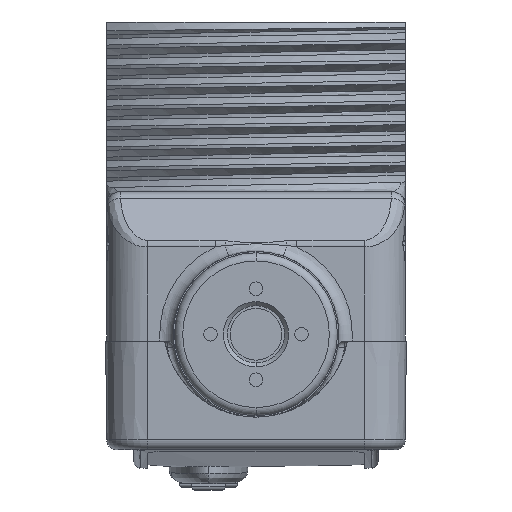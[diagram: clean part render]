
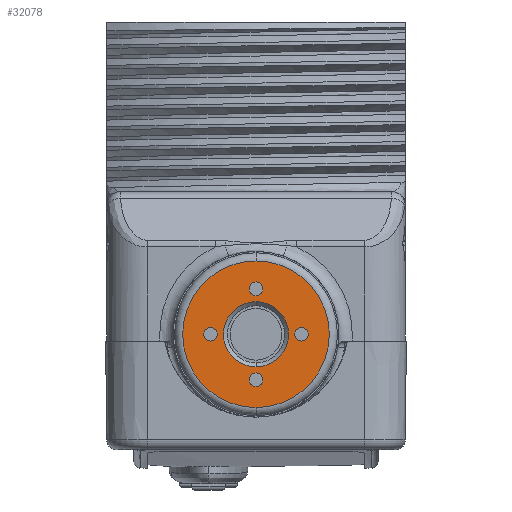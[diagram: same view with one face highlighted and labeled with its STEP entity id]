
A CAD part, front view. The second image highlights one B-rep face of the part: STEP entity #32078.
In plain terms, the highlighted planar face has unit normal (0, -1, 0).
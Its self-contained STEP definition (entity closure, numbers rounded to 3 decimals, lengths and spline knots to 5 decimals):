
#6421=CARTESIAN_POINT('',(0.,-1.06299,-0.0748));
#6422=DIRECTION('',(0.,1.,0.));
#6423=DIRECTION('',(0.,0.,1.));
#6424=AXIS2_PLACEMENT_3D('',#6421,#6422,#6423);
#6435=CARTESIAN_POINT('',(0.,-1.06299,-0.0748));
#6436=DIRECTION('',(0.,-1.,0.));
#6437=DIRECTION('',(0.,0.,1.));
#6438=AXIS2_PLACEMENT_3D('',#6435,#6436,#6437);
#6440=CARTESIAN_POINT('',(0.,-1.06299,-0.20669));
#6441=DIRECTION('',(0.,-1.,0.));
#6442=DIRECTION('',(-1.,0.,0.));
#6443=AXIS2_PLACEMENT_3D('',#6440,#6441,#6442);
#6445=CARTESIAN_POINT('',(0.,-1.06299,-0.20669));
#6446=DIRECTION('',(0.,-1.,0.));
#6447=DIRECTION('',(1.,0.,0.));
#6448=AXIS2_PLACEMENT_3D('',#6445,#6446,#6447);
#6450=CARTESIAN_POINT('',(0.,-1.06299,0.05709));
#6451=DIRECTION('',(0.,-1.,0.));
#6452=DIRECTION('',(-1.,0.,0.));
#6453=AXIS2_PLACEMENT_3D('',#6450,#6451,#6452);
#6455=CARTESIAN_POINT('',(0.,-1.06299,0.05709));
#6456=DIRECTION('',(0.,-1.,0.));
#6457=DIRECTION('',(1.,0.,0.));
#6458=AXIS2_PLACEMENT_3D('',#6455,#6456,#6457);
#6460=CARTESIAN_POINT('',(-0.13189,-1.06299,
-0.0748));
#6461=DIRECTION('',(0.,-1.,0.));
#6462=DIRECTION('',(-1.,0.,0.));
#6463=AXIS2_PLACEMENT_3D('',#6460,#6461,#6462);
#6465=CARTESIAN_POINT('',(-0.13189,-1.06299,
-0.0748));
#6466=DIRECTION('',(0.,-1.,0.));
#6467=DIRECTION('',(1.,0.,0.));
#6468=AXIS2_PLACEMENT_3D('',#6465,#6466,#6467);
#6470=CARTESIAN_POINT('',(0.13189,-1.06299,
-0.0748));
#6471=DIRECTION('',(0.,-1.,0.));
#6472=DIRECTION('',(-1.,0.,0.));
#6473=AXIS2_PLACEMENT_3D('',#6470,#6471,#6472);
#6475=CARTESIAN_POINT('',(0.13189,-1.06299,
-0.0748));
#6476=DIRECTION('',(0.,-1.,0.));
#6477=DIRECTION('',(1.,0.,0.));
#6478=AXIS2_PLACEMENT_3D('',#6475,#6476,#6477);
#6480=CARTESIAN_POINT('',(0.,-1.06299,-0.0748));
#6481=DIRECTION('',(0.,-1.,0.));
#6482=DIRECTION('',(0.,0.,-1.));
#6483=AXIS2_PLACEMENT_3D('',#6480,#6481,#6482);
#6495=CARTESIAN_POINT('',(0.,-1.06299,-0.0748));
#6496=DIRECTION('',(0.,-1.,0.));
#6497=DIRECTION('',(0.,0.,1.));
#6498=AXIS2_PLACEMENT_3D('',#6495,#6496,#6497);
#24418=CARTESIAN_POINT('',(-0.01969,-1.06299,
-0.20669));
#24419=CARTESIAN_POINT('',(0.01969,-1.06299,
-0.20669));
#24420=VERTEX_POINT('',#24418);
#24421=VERTEX_POINT('',#24419);
#24422=CARTESIAN_POINT('',(-0.01969,-1.06299,
0.05709));
#24423=CARTESIAN_POINT('',(0.01969,-1.06299,
0.05709));
#24424=VERTEX_POINT('',#24422);
#24425=VERTEX_POINT('',#24423);
#24447=CARTESIAN_POINT('',(-0.15157,-1.06299,
-0.0748));
#24448=CARTESIAN_POINT('',(-0.1122,-1.06299,
-0.0748));
#24449=VERTEX_POINT('',#24447);
#24450=VERTEX_POINT('',#24448);
#24451=CARTESIAN_POINT('',(0.1122,-1.06299,
-0.0748));
#24452=CARTESIAN_POINT('',(0.15157,-1.06299,
-0.0748));
#24453=VERTEX_POINT('',#24451);
#24454=VERTEX_POINT('',#24452);
#24462=CARTESIAN_POINT('',(0.,-1.06299,-0.2874));
#24463=CARTESIAN_POINT('',(0.,-1.06299,0.1378));
#24464=VERTEX_POINT('',#24462);
#24465=VERTEX_POINT('',#24463);
#24474=CARTESIAN_POINT('',(0.,-1.06299,0.01969));
#24475=CARTESIAN_POINT('',(0.,-1.06299,-0.16929));
#24476=VERTEX_POINT('',#24474);
#24477=VERTEX_POINT('',#24475);
#32039=CARTESIAN_POINT('',(0.,-1.06299,-0.0748));
#32040=DIRECTION('',(0.,1.,0.));
#32041=DIRECTION('',(0.,0.,-1.));
#32042=AXIS2_PLACEMENT_3D('',#32039,#32040,#32041);
#32043=PLANE('',#32042);
#32045=ORIENTED_EDGE('',*,*,#32044,.F.);
#32047=ORIENTED_EDGE('',*,*,#32046,.F.);
#32048=EDGE_LOOP('',(#32045,#32047));
#32049=FACE_OUTER_BOUND('',#32048,.F.);
#32050=ORIENTED_EDGE('',*,*,#32019,.F.);
#32051=ORIENTED_EDGE('',*,*,#32033,.T.);
#32052=EDGE_LOOP('',(#32050,#32051));
#32053=FACE_BOUND('',#32052,.F.);
#32055=ORIENTED_EDGE('',*,*,#32054,.T.);
#32057=ORIENTED_EDGE('',*,*,#32056,.T.);
#32058=EDGE_LOOP('',(#32055,#32057));
#32059=FACE_BOUND('',#32058,.F.);
#32061=ORIENTED_EDGE('',*,*,#32060,.T.);
#32063=ORIENTED_EDGE('',*,*,#32062,.T.);
#32064=EDGE_LOOP('',(#32061,#32063));
#32065=FACE_BOUND('',#32064,.F.);
#32067=ORIENTED_EDGE('',*,*,#32066,.T.);
#32069=ORIENTED_EDGE('',*,*,#32068,.T.);
#32070=EDGE_LOOP('',(#32067,#32069));
#32071=FACE_BOUND('',#32070,.F.);
#32073=ORIENTED_EDGE('',*,*,#32072,.T.);
#32075=ORIENTED_EDGE('',*,*,#32074,.T.);
#32076=EDGE_LOOP('',(#32073,#32075));
#32077=FACE_BOUND('',#32076,.F.);
#32078=ADVANCED_FACE('',(#32049,#32053,#32059,#32065,#32071,#32077),#32043,.F.);
#6425=CIRCLE('',#6424,0.09449);
#6439=CIRCLE('',#6438,0.09449);
#6444=CIRCLE('',#6443,0.01969);
#6449=CIRCLE('',#6448,0.01969);
#6454=CIRCLE('',#6453,0.01969);
#6459=CIRCLE('',#6458,0.01969);
#6464=CIRCLE('',#6463,0.01969);
#6469=CIRCLE('',#6468,0.01969);
#6474=CIRCLE('',#6473,0.01969);
#6479=CIRCLE('',#6478,0.01969);
#6484=CIRCLE('',#6483,0.2126);
#6499=CIRCLE('',#6498,0.2126);
#32019=EDGE_CURVE('',#24476,#24477,#6425,.T.);
#32033=EDGE_CURVE('',#24476,#24477,#6439,.T.);
#32044=EDGE_CURVE('',#24464,#24465,#6484,.T.);
#32046=EDGE_CURVE('',#24465,#24464,#6499,.T.);
#32054=EDGE_CURVE('',#24420,#24421,#6444,.T.);
#32056=EDGE_CURVE('',#24421,#24420,#6449,.T.);
#32060=EDGE_CURVE('',#24424,#24425,#6454,.T.);
#32062=EDGE_CURVE('',#24425,#24424,#6459,.T.);
#32066=EDGE_CURVE('',#24449,#24450,#6464,.T.);
#32068=EDGE_CURVE('',#24450,#24449,#6469,.T.);
#32072=EDGE_CURVE('',#24453,#24454,#6474,.T.);
#32074=EDGE_CURVE('',#24454,#24453,#6479,.T.);
